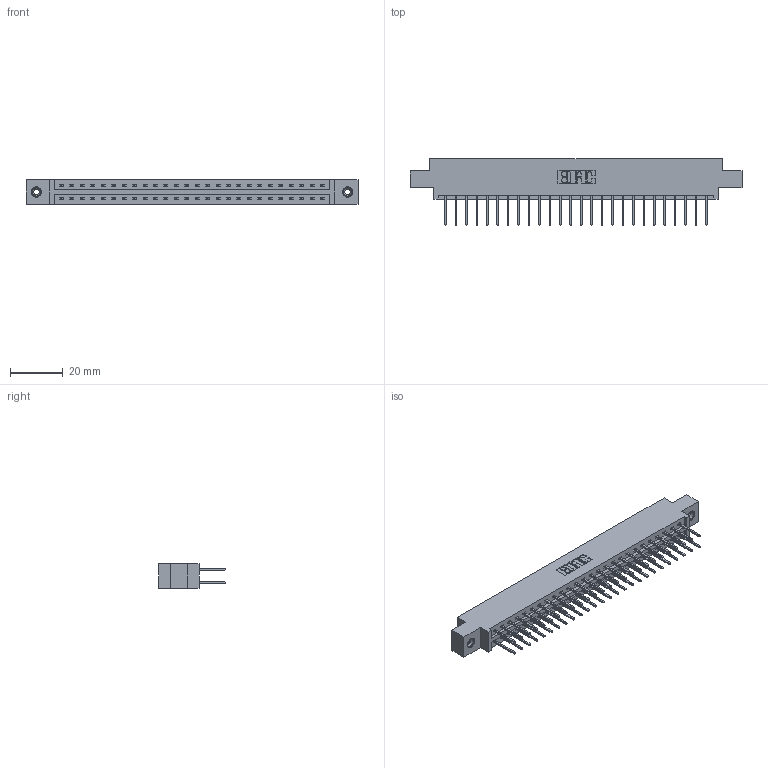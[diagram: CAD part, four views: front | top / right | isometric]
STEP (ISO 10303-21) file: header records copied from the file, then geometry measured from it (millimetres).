
FILE_DESCRIPTION (( 'STEP AP203' ), '1' );
FILE_NAME ('387-052-523-808.STEP', '2018-09-20T10:06:36', ( '' ), ( '' ), 'SwSTEP 2.0', 'SolidWorks 2016', '' );
FILE_SCHEMA (( 'CONFIG_CONTROL_DESIGN' ));
Length unit declared in the file: inch
Products named in the file (4): 345-250-001_345-250-003-102; 387-052-523-808; 337 Part_0.170 Offset - 0.156 Dia-TI; 345-292-001_345-293-123
Assembly tree (55 placements, depth 2):
  387-052-523-808
    337 Part_0.170 Offset - 0.156 Dia-TI
    345-292-001_345-293-123  x52
    345-250-001_345-250-003-102  x2
Bounding box: 126.03 x 25.15 x 9.4 mm (x, y, z)
Volume: 13052.1 mm3; surface area: 15238.3 mm2
Topology: 55 solids, 55 shells, 2986 faces, 8831 edges, 5810 vertices
Faces by surface type: plane 2082, cylinder 888, cone 12, torus 4
Entity records: 23564 total; most frequent: CARTESIAN_POINT 3965, ORIENTED_EDGE 3894, DIRECTION 3433, EDGE_CURVE 1947, LINE 1799, VECTOR 1799, VERTEX_POINT 1292, AXIS2_PLACEMENT_3D 817
